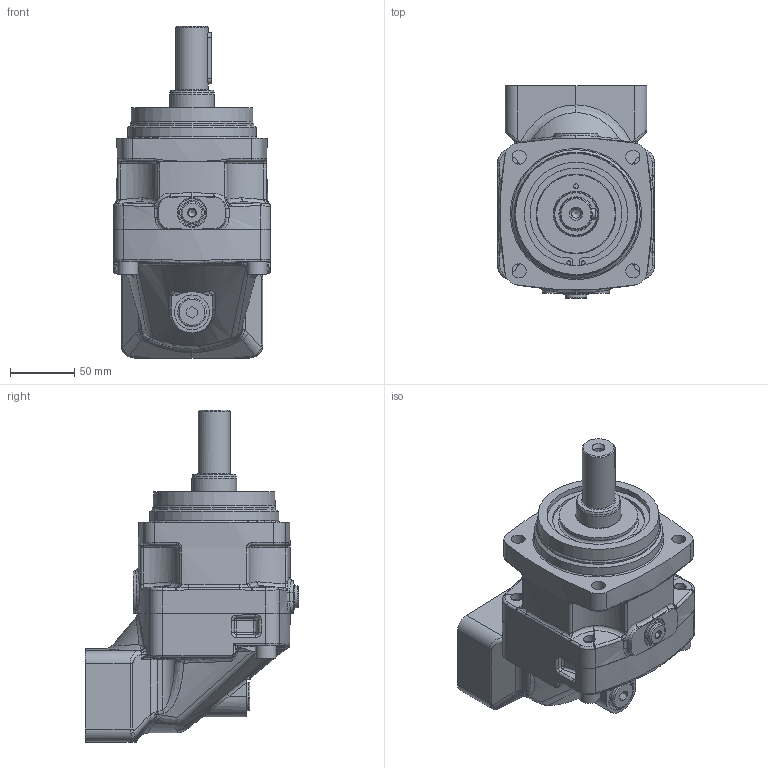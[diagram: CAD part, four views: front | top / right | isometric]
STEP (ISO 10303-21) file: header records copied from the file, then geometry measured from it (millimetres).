
FILE_DESCRIPTION(/* description */ (''),/* implementation_level */ '2;1');
FILE_NAME(/* name */ 'itifm1b5..stp',/* time_stamp */ '2020-02-14T09:38:31+00:00',/* author */ ('InventorETOServices'),/* organization */ (''),/* preprocessor_version */ 'ST-DEVELOPER v18',/* originating_system */ 'Autodesk Inventor 2020',/* authorisation */ '');
FILE_SCHEMA (('AUTOMOTIVE_DESIGN { 1 0 10303 214 3 1 1 }'));
Products named in the file (5): Intent; F11_F12.116C2856E0215C79937C9E061F90DFB5; 030_bearinghsg_I_p.18F50E4DCF6FAB11B40537188238AE2C; 030_barrelhsg_F_I.9D886999B12C3F9C442E82E4991E555B; 030_shaft_P.3FED39209593B2FB12E6583805C8F628
Assembly tree (4 placements, depth 3):
  Intent
    F11_F12.116C2856E0215C79937C9E061F90DFB5
      030_bearinghsg_I_p.18F50E4DCF6FAB11B40537188238AE2C
      030_barrelhsg_F_I.9D886999B12C3F9C442E82E4991E555B
      030_shaft_P.3FED39209593B2FB12E6583805C8F628
Bounding box: 122 x 165.5 x 257.95 mm (x, y, z)
Volume: 1295469.2 mm3; surface area: 250045.3 mm2
Topology: 3 solids, 6 shells, 1107 faces, 2763 edges, 1709 vertices
Faces by surface type: bspline 360, cylinder 292, plane 248, torus 105, cone 67, sphere 35
Full cylindrical faces by diameter (mm): 3 x4, 4 x1, 5 x1, 6 x1, 6.647 x1, 8 x1, 8.526 x8, 9 x4, 10 x4, 11 x10, 12 x1, 16 x4, 16.526 x1, 17 x2, 18 x4, 19 x5, 20.5 x1, 22.22 x1, 25 x1, 27 x1, 32 x1, 33 x1, 35 x2, 35.06 x1, 35.5 x1, 39.9 x1, 40 x1, 40.1 x1, 52 x1, 52.5 x1
Entity records: 63809 total; most frequent: CARTESIAN_POINT 39123, ORIENTED_EDGE 5500, DIRECTION 4799, EDGE_CURVE 2750, AXIS2_PLACEMENT_3D 2041, VERTEX_POINT 1709, EDGE_LOOP 1193, CIRCLE 1180
